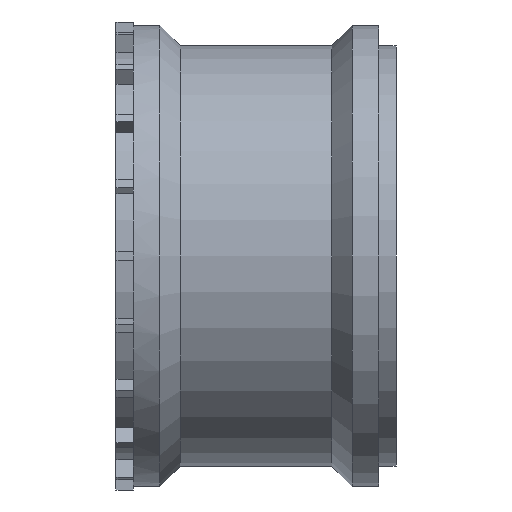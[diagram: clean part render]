
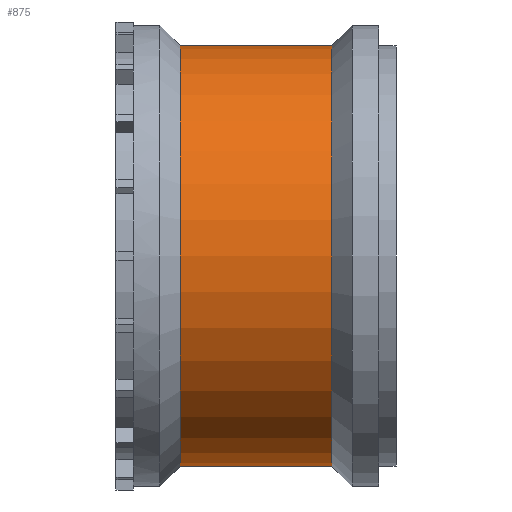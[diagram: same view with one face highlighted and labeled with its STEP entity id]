
A CAD part, left-side view. The second image highlights one B-rep face of the part: STEP entity #875.
In plain terms, the highlighted cylindrical face has radius 36 mm (diameter 72 mm), a partial arc.
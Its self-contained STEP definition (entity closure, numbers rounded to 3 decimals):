
#875=ADVANCED_FACE('',(#1782),#1783,.T.);
#1782=FACE_OUTER_BOUND('',#2700,.T.);
#1783=CYLINDRICAL_SURFACE('',#2701,36.0);
#2700=EDGE_LOOP('',(#5288,#5289,#5290,#5291));
#2701=AXIS2_PLACEMENT_3D('',#5292,#5293,#5294);
#5288=ORIENTED_EDGE('',*,*,#6431,.F.);
#5289=ORIENTED_EDGE('',*,*,#6193,.F.);
#5290=ORIENTED_EDGE('',*,*,#6433,.F.);
#5291=ORIENTED_EDGE('',*,*,#5517,.F.);
#5292=CARTESIAN_POINT('',(0.0,0.0,0.0));
#5293=DIRECTION('',(-0.0,1.0,0.0));
#5294=DIRECTION('',(0.0,0.0,-1.0));
#5517=EDGE_CURVE('',#6613,#6609,#6615,.T.);
#6193=EDGE_CURVE('',#7386,#7390,#7666,.T.);
#6431=EDGE_CURVE('',#7390,#6613,#7955,.T.);
#6433=EDGE_CURVE('',#6609,#7386,#7957,.T.);
#6609=VERTEX_POINT('',#8199);
#6613=VERTEX_POINT('',#8204);
#6615=CIRCLE('',#8207,36.0);
#7386=VERTEX_POINT('',#9358);
#7390=VERTEX_POINT('',#9363);
#7666=CIRCLE('',#9769,36.0);
#7955=LINE('',#10211,#10212);
#7957=LINE('',#10214,#10215);
#8199=CARTESIAN_POINT('',(0.0,5.0,36.0));
#8204=CARTESIAN_POINT('',(0.,5.0,-36.0));
#8207=AXIS2_PLACEMENT_3D('',#10383,#10384,#10385);
#9358=CARTESIAN_POINT('',(0.,-21.0,36.0));
#9363=CARTESIAN_POINT('',(0.0,-21.0,-36.0));
#9769=AXIS2_PLACEMENT_3D('',#11197,#11198,#11199);
#10211=CARTESIAN_POINT('',(0.,0.0,-36.0));
#10212=VECTOR('',#11425,1.0);
#10214=CARTESIAN_POINT('',(0.,0.0,36.0));
#10215=VECTOR('',#11429,1.0);
#10383=CARTESIAN_POINT('',(0.0,5.0,0.0));
#10384=DIRECTION('',(0.0,1.0,0.0));
#10385=DIRECTION('',(0.0,0.0,1.0));
#11197=CARTESIAN_POINT('',(0.0,-21.0,0.0));
#11198=DIRECTION('',(0.0,-1.0,0.0));
#11199=DIRECTION('',(0.0,0.0,-1.0));
#11425=DIRECTION('',(-0.0,1.0,0.0));
#11429=DIRECTION('',(-0.0,-1.0,0.0));
